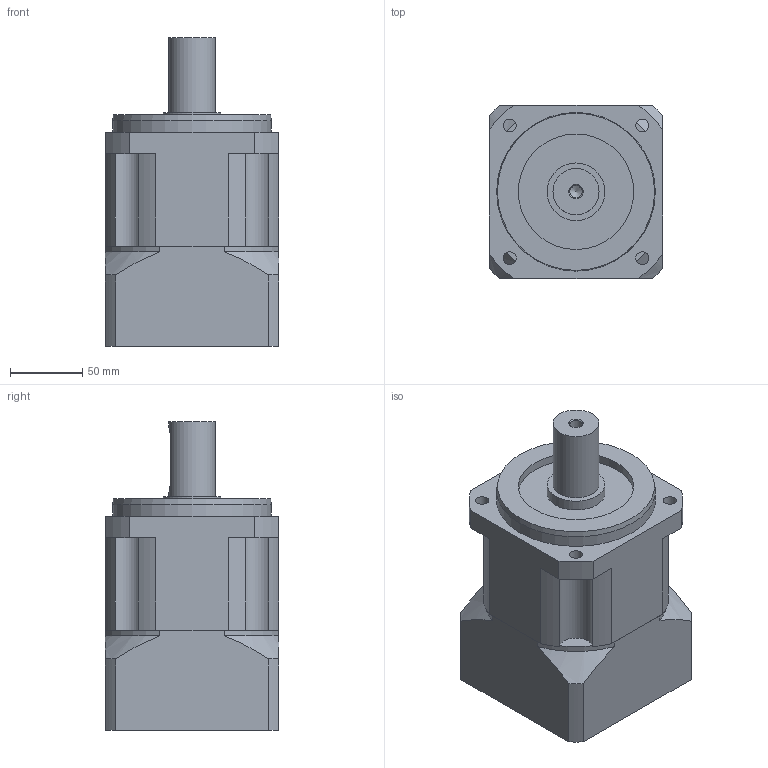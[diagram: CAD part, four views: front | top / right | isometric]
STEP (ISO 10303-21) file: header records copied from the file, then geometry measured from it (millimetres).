
FILE_DESCRIPTION(/* description */ (''),/* implementation_level */ '2;1');
FILE_NAME(/* name */ 'PLX120-L1 22-110-145-M8.stp',/* time_stamp */ '2020-09-10T11:53:40+08:00',/* author */ (''),/* organization */ (''),/* preprocessor_version */ 'ST-DEVELOPER v16.7',/* originating_system */ 'SIEMENS PLM Software NX 12.0',/* authorisation */ '');
FILE_SCHEMA (('AP203_CONFIGURATION_CONTROLLED_3D_DESIGN_OF_MECHANICAL_PARTS_AND_ASSEMBLIES_MIM_LF { 1 0 10303 403 2 1 2}'));
Length unit declared in the file: millimetre
Products named in the file (1): Admi6298B452f5tz
Bounding box: 120 x 120 x 214 mm (x, y, z)
Volume: 1684941.9 mm3; surface area: 178021 mm2
Topology: 2 solids, 2 shells, 130 faces, 343 edges, 231 vertices
Faces by surface type: cylinder 68, plane 49, cone 13
Full cylindrical faces by diameter (mm): 6.5 x4, 6.8 x6, 8.5 x1, 9 x6, 11 x4, 22 x1, 26 x1, 32 x1, 40 x2, 48 x1, 70 x1, 80 x2, 95 x1, 110 x1
Entity records: 4807 total; most frequent: CARTESIAN_POINT 756, DIRECTION 666, ORIENTED_EDGE 554, EDGE_CURVE 277, AXIS2_PLACEMENT_3D 276, VERTEX_POINT 210, EDGE_LOOP 208, FACE_BOUND 152
